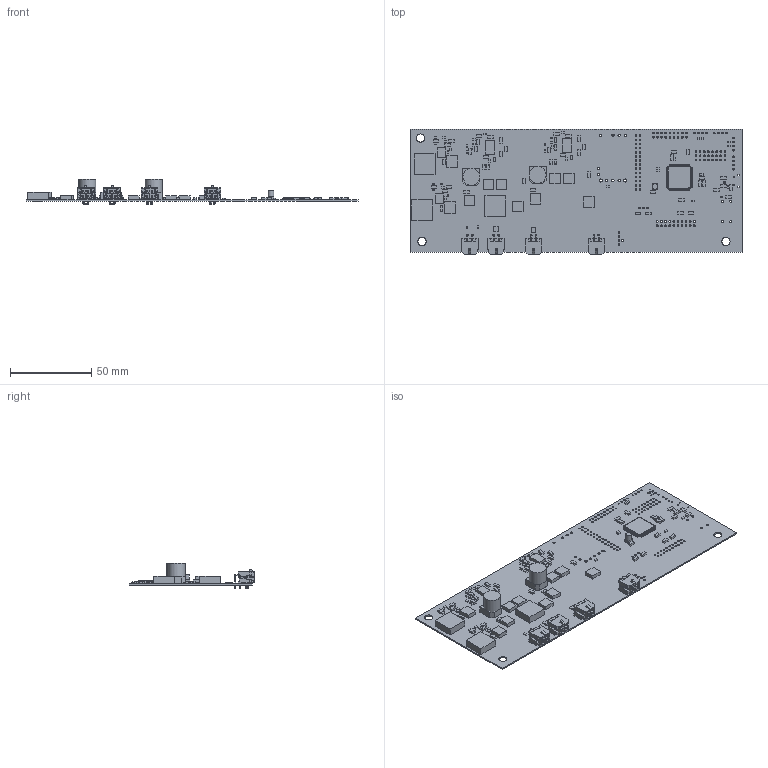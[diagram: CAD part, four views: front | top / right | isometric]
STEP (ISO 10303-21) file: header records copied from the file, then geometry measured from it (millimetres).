
FILE_DESCRIPTION(('Open CASCADE Model'),'2;1');
FILE_NAME('Open CASCADE Shape Model','2019-03-27T13:12:07',('Author'),( 'Open CASCADE'),'Open CASCADE STEP processor 6.8','Open CASCADE 6.8' ,'Unknown');
FILE_SCHEMA(('AUTOMOTIVE_DESIGN { 1 0 10303 214 1 1 1 1 }'));
Length unit declared in the file: millimetre
Products named in the file (170): PCB; Board; R47; 1015900672; Extruded; R46; C41; 1015902440; 1111163088; Cylinder; C1; 1015900944; C2; 1015900808; C3; C4; C5; C6; C7; C8; C9; C10; C11; C12; 1015902168; 1111162960; C13; C14; C15; C16; C17; C18; C19; C20; C21; C22; C23; C24; C25; C26 ...
Assembly tree (381 placements, depth 5):
  PCB
    Board
    R47
      1015900672
        Extruded
    R46
      1015900672
        Extruded
    C41
      1015902440
        Extruded
      1111163088
        Cylinder
    C1
      1015900944
        Extruded
    C2
      1015900808
        Extruded
    C3
      1015900944
        Extruded
    C4
      1015900944
        Extruded
    C5
      1015900944
        Extruded
    C6
      1015900808
        Extruded
    C7
      1015900808
        Extruded
    C8
      1015900944
        Extruded
    C9
      1015900944
        Extruded
    C10
      1015900944
        Extruded
    C11
      1015900808
        Extruded
    C12
      1015902168
        Extruded
      1111162960
        Cylinder
    C13
      1015900944
        Extruded
    C14
      1015900808
        Extruded
    C15
      1015900944
        Extruded
Bounding box: 204.6 x 77.15 x 15.81 mm (x, y, z)
Volume: 21433.8 mm3; surface area: 43422.6 mm2
Topology: 236 solids, 236 shells, 3618 faces, 8911 edges, 5854 vertices
Faces by surface type: plane 2909, cylinder 661, sphere 24, cone 8, torus 8, bspline 8
Full cylindrical faces by diameter (mm): 0.85 x2, 1.016 x106, 1.02 x20, 1.1 x3, 1.25 x1, 1.3 x4, 1.4 x9, 1.9 x2, 3 x4, 3.5 x1, 5.08 x3, 10.5 x2
Entity records: 27948 total; most frequent: CARTESIAN_POINT 5043, DIRECTION 4454, ORIENTED_EDGE 3630, EDGE_CURVE 1815, AXIS2_PLACEMENT_3D 1566, LINE 1322, VECTOR 1322, VERTEX_POINT 1129
